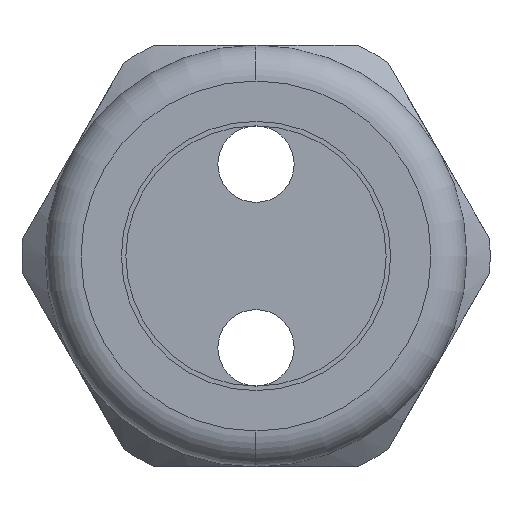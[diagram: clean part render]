
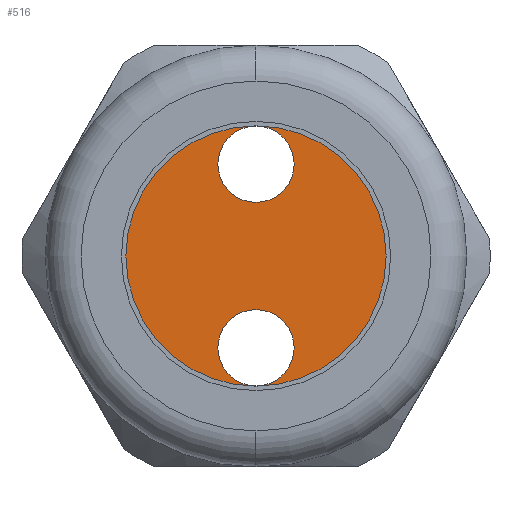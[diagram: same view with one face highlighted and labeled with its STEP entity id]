
A CAD part, left-side view. The second image highlights one B-rep face of the part: STEP entity #516.
In plain terms, the highlighted planar face has unit normal (-1, 0, 0).
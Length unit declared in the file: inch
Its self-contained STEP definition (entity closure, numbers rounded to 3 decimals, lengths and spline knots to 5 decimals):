
#374 = EDGE_CURVE ( 'NONE', #420, #497, #2234, .T. ) ;
#380 = EDGE_LOOP ( 'NONE', ( #443, #444 ) ) ;
#419 = EDGE_CURVE ( 'NONE', #497, #420, #2350, .T. ) ;
#420 = VERTEX_POINT ( 'NONE', #2345 ) ;
#429 = EDGE_LOOP ( 'NONE', ( #452, #451 ) ) ;
#443 = ORIENTED_EDGE ( 'NONE', *, *, #513, .T. ) ;
#444 = ORIENTED_EDGE ( 'NONE', *, *, #571, .T. ) ;
#446 = ORIENTED_EDGE ( 'NONE', *, *, #419, .F. ) ;
#450 = EDGE_CURVE ( 'NONE', #565, #463, #2413, .T. ) ;
#451 = ORIENTED_EDGE ( 'NONE', *, *, #564, .F. ) ;
#452 = ORIENTED_EDGE ( 'NONE', *, *, #450, .F. ) ;
#463 = VERTEX_POINT ( 'NONE', #2392 ) ;
#494 = VERTEX_POINT ( 'NONE', #2463 ) ;
#495 = VERTEX_POINT ( 'NONE', #2462 ) ;
#497 = VERTEX_POINT ( 'NONE', #2457 ) ;
#513 = EDGE_CURVE ( 'NONE', #495, #494, #2493, .T. ) ;
#516 = ADVANCED_FACE ( 'NONE', ( #2488, #2487, #2486 ), #2485, .T. ) ;
#517 = EDGE_LOOP ( 'NONE', ( #518, #446 ) ) ;
#518 = ORIENTED_EDGE ( 'NONE', *, *, #374, .F. ) ;
#564 = EDGE_CURVE ( 'NONE', #463, #565, #2594, .T. ) ;
#565 = VERTEX_POINT ( 'NONE', #2589 ) ;
#571 = EDGE_CURVE ( 'NONE', #494, #495, #2640, .T. ) ;
#2230 = DIRECTION ( 'NONE',  ( 0., 0., -1. ) ) ;
#2231 = DIRECTION ( 'NONE',  ( -1., 0., 0. ) ) ;
#2232 = CARTESIAN_POINT ( 'NONE',  ( -1.35, 0., 0.20466 ) ) ;
#2233 = AXIS2_PLACEMENT_3D ( 'NONE', #2232, #2231, #2230 ) ;
#2234 = CIRCLE ( 'NONE', #2233, 0.085 ) ;
#2345 = CARTESIAN_POINT ( 'NONE',  ( -1.35, 0., 0.28966 ) ) ;
#2346 = DIRECTION ( 'NONE',  ( 0., 0., -1. ) ) ;
#2347 = DIRECTION ( 'NONE',  ( -1., 0., 0. ) ) ;
#2348 = CARTESIAN_POINT ( 'NONE',  ( -1.35, 0., 0.20466 ) ) ;
#2349 = AXIS2_PLACEMENT_3D ( 'NONE', #2348, #2347, #2346 ) ;
#2350 = CIRCLE ( 'NONE', #2349, 0.085 ) ;
#2392 = CARTESIAN_POINT ( 'NONE',  ( -1.35, 0., -0.28966 ) ) ;
#2409 = DIRECTION ( 'NONE',  ( 0., 0., 1. ) ) ;
#2410 = DIRECTION ( 'NONE',  ( -1., 0., 0. ) ) ;
#2411 = CARTESIAN_POINT ( 'NONE',  ( -1.35, 0., -0.20466 ) ) ;
#2412 = AXIS2_PLACEMENT_3D ( 'NONE', #2411, #2410, #2409 ) ;
#2413 = CIRCLE ( 'NONE', #2412, 0.085 ) ;
#2457 = CARTESIAN_POINT ( 'NONE',  ( -1.35, 0., 0.11966 ) ) ;
#2462 = CARTESIAN_POINT ( 'NONE',  ( -1.35, 0., 0.29 ) ) ;
#2463 = CARTESIAN_POINT ( 'NONE',  ( -1.35, 0., -0.29 ) ) ;
#2481 = DIRECTION ( 'NONE',  ( 0., 0., 1. ) ) ;
#2482 = DIRECTION ( 'NONE',  ( -1., 0., 0. ) ) ;
#2483 = CARTESIAN_POINT ( 'NONE',  ( -1.35, 0., 0. ) ) ;
#2484 = AXIS2_PLACEMENT_3D ( 'NONE', #2483, #2482, #2481 ) ;
#2485 = PLANE ( 'NONE',  #2484 ) ;
#2486 = FACE_OUTER_BOUND ( 'NONE', #380, .T. ) ;
#2487 = FACE_BOUND ( 'NONE', #429, .T. ) ;
#2488 = FACE_BOUND ( 'NONE', #517, .T. ) ;
#2489 = DIRECTION ( 'NONE',  ( 0., 0., 1. ) ) ;
#2490 = DIRECTION ( 'NONE',  ( -1., 0., 0. ) ) ;
#2491 = CARTESIAN_POINT ( 'NONE',  ( -1.35, 0., 0. ) ) ;
#2492 = AXIS2_PLACEMENT_3D ( 'NONE', #2491, #2490, #2489 ) ;
#2493 = CIRCLE ( 'NONE', #2492, 0.29 ) ;
#2589 = CARTESIAN_POINT ( 'NONE',  ( -1.35, 0., -0.11966 ) ) ;
#2590 = DIRECTION ( 'NONE',  ( 0., 0., 1. ) ) ;
#2591 = DIRECTION ( 'NONE',  ( -1., 0., 0. ) ) ;
#2592 = CARTESIAN_POINT ( 'NONE',  ( -1.35, 0., -0.20466 ) ) ;
#2593 = AXIS2_PLACEMENT_3D ( 'NONE', #2592, #2591, #2590 ) ;
#2594 = CIRCLE ( 'NONE', #2593, 0.085 ) ;
#2636 = DIRECTION ( 'NONE',  ( 0., 0., 1. ) ) ;
#2637 = DIRECTION ( 'NONE',  ( -1., 0., 0. ) ) ;
#2638 = CARTESIAN_POINT ( 'NONE',  ( -1.35, 0., 0. ) ) ;
#2639 = AXIS2_PLACEMENT_3D ( 'NONE', #2638, #2637, #2636 ) ;
#2640 = CIRCLE ( 'NONE', #2639, 0.29 ) ;
